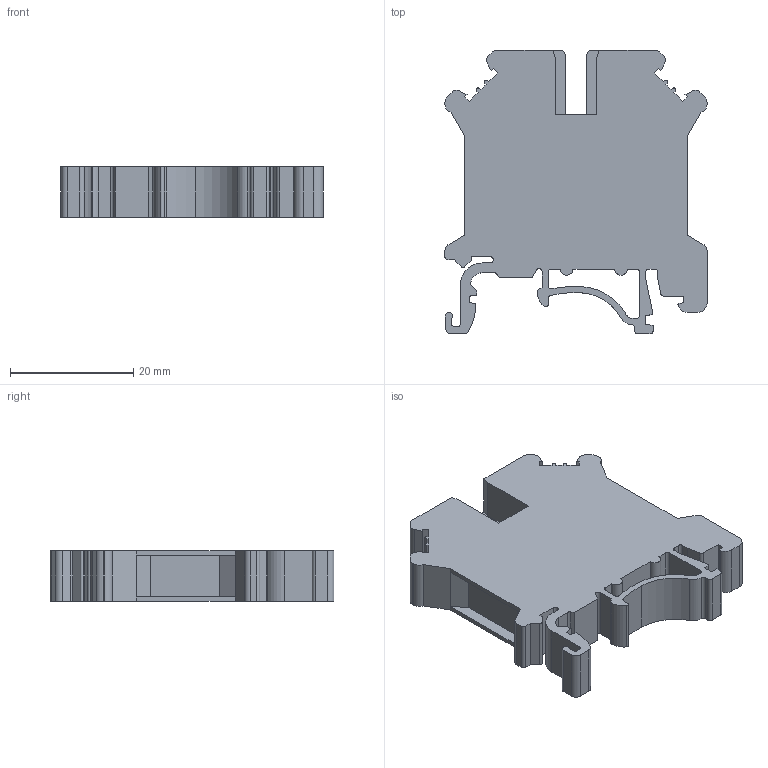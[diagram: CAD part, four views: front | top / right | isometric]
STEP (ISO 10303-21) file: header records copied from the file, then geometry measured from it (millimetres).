
FILE_DESCRIPTION((''),'2;1');
FILE_NAME('UKJ-6','2021-08-11T',('Administrator'),(''),'PRO/ENGINEER BY PARAMETRIC TECHNOLOGY CORPORATION, 2013230','PRO/ENGINEER BY PARAMETRIC TECHNOLOGY CORPORATION, 2013230','');
FILE_SCHEMA(('CONFIG_CONTROL_DESIGN'));
Length unit declared in the file: millimetre
Products named in the file (1): UKJ-6
Bounding box: 42.5 x 46 x 8.2 mm (x, y, z)
Volume: 10280.1 mm3; surface area: 5622.2 mm2
Topology: 1 solids, 1 shells, 175 faces, 505 edges, 334 vertices
Faces by surface type: plane 113, cylinder 62
Entity records: 5781 total; most frequent: CARTESIAN_POINT 1014, ORIENTED_EDGE 1010, DIRECTION 979, EDGE_CURVE 505, VECTOR 381, LINE 381, VERTEX_POINT 334, AXIS2_PLACEMENT_3D 299
